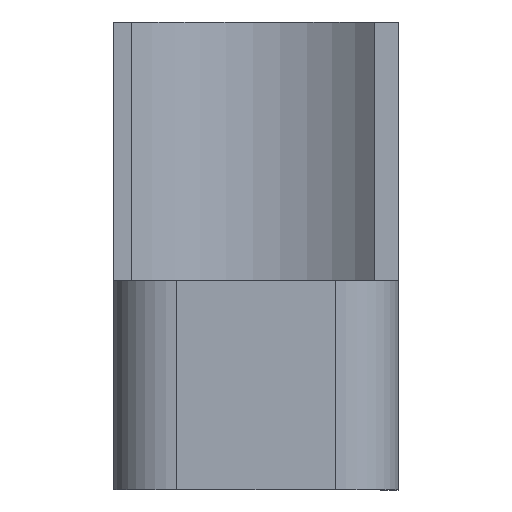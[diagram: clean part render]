
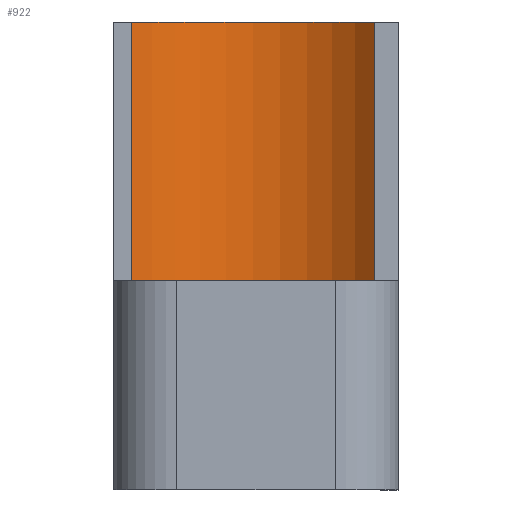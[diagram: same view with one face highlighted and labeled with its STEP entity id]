
A CAD part, front view. The second image highlights one B-rep face of the part: STEP entity #922.
In plain terms, the highlighted cylindrical face has radius 10.5 mm (diameter 21 mm), a partial arc.
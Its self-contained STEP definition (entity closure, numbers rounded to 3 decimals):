
#71=CYLINDRICAL_SURFACE('',#1021,10.5);
#118=FACE_OUTER_BOUND('',#184,.T.);
#184=EDGE_LOOP('',(#831,#832,#833,#834));
#278=LINE('',#1527,#372);
#281=LINE('',#1538,#375);
#372=VECTOR('',#1251,10.);
#375=VECTOR('',#1266,10.);
#412=CIRCLE('',#1011,10.5);
#417=CIRCLE('',#1019,10.5);
#489=VERTEX_POINT('',#1509);
#490=VERTEX_POINT('',#1511);
#496=VERTEX_POINT('',#1526);
#497=VERTEX_POINT('',#1532);
#603=EDGE_CURVE('',#489,#490,#412,.T.);
#611=EDGE_CURVE('',#490,#496,#278,.T.);
#614=EDGE_CURVE('',#496,#497,#417,.T.);
#617=EDGE_CURVE('',#497,#489,#281,.T.);
#831=ORIENTED_EDGE('',*,*,#617,.F.);
#832=ORIENTED_EDGE('',*,*,#614,.F.);
#833=ORIENTED_EDGE('',*,*,#611,.F.);
#834=ORIENTED_EDGE('',*,*,#603,.F.);
#922=ADVANCED_FACE('',(#118),#71,.F.);
#1011=AXIS2_PLACEMENT_3D('',#1512,#1237,#1238);
#1019=AXIS2_PLACEMENT_3D('',#1533,#1259,#1260);
#1021=AXIS2_PLACEMENT_3D('',#1537,#1264,#1265);
#1237=DIRECTION('center_axis',(0.,0.,1.));
#1238=DIRECTION('ref_axis',(1.,0.,0.));
#1251=DIRECTION('',(0.,0.,1.));
#1259=DIRECTION('center_axis',(0.,0.,-1.));
#1260=DIRECTION('ref_axis',(1.,0.,0.));
#1264=DIRECTION('center_axis',(0.,0.,
1.));
#1265=DIRECTION('ref_axis',(1.,0.,0.));
#1266=DIRECTION('',(0.,0.,-1.));
#1509=CARTESIAN_POINT('',(-23.005,5.008,16.2));
#1511=CARTESIAN_POINT('',(-38.336,5.008,16.2));
#1512=CARTESIAN_POINT('Origin',(-30.67,-2.167,16.2));
#1526=CARTESIAN_POINT('',(-38.336,5.008,32.5));
#1527=CARTESIAN_POINT('',(-38.336,5.008,22.3));
#1532=CARTESIAN_POINT('',(-23.005,5.008,32.5));
#1533=CARTESIAN_POINT('Origin',(-30.67,-2.167,32.5));
#1537=CARTESIAN_POINT('Origin',(-30.67,-2.167,22.3));
#1538=CARTESIAN_POINT('',(-23.005,5.008,22.3));
